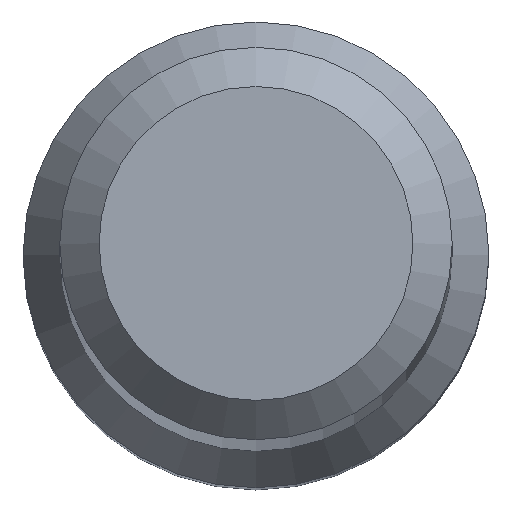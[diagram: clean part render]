
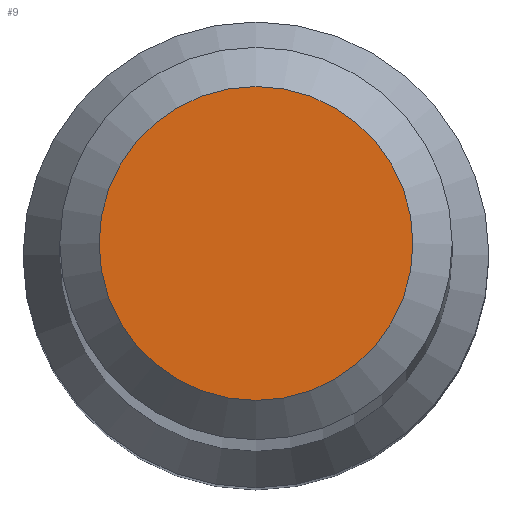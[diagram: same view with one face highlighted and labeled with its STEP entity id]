
A CAD part, top view. The second image highlights one B-rep face of the part: STEP entity #9.
In plain terms, the highlighted planar face has unit normal (0, 0, 1).
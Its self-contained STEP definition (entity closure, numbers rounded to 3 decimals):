
#9 = ADVANCED_FACE ( 'NONE', ( #153 ), #210, .T. ) ;
#27 = CARTESIAN_POINT ( 'NONE',  ( 0., 1.6, 80. ) ) ;
#28 = EDGE_CURVE ( 'NONE', #198, #198, #179, .T. ) ;
#42 = AXIS2_PLACEMENT_3D ( 'NONE', #131, #172, #174 ) ;
#49 = EDGE_LOOP ( 'NONE', ( #200 ) ) ;
#84 = DIRECTION ( 'NONE',  ( 0., 0., -1. ) ) ;
#131 = CARTESIAN_POINT ( 'NONE',  ( 0., 0., 80. ) ) ;
#132 = CARTESIAN_POINT ( 'NONE',  ( 0., 0., 80. ) ) ;
#151 = DIRECTION ( 'NONE',  ( 0., 1., 0. ) ) ;
#153 = FACE_OUTER_BOUND ( 'NONE', #49, .T. ) ;
#172 = DIRECTION ( 'NONE',  ( 0., 0., 1. ) ) ;
#174 = DIRECTION ( 'NONE',  ( 0., -1., 0. ) ) ;
#179 = CIRCLE ( 'NONE', #243, 1.6 ) ;
#198 = VERTEX_POINT ( 'NONE', #27 ) ;
#200 = ORIENTED_EDGE ( 'NONE', *, *, #28, .F. ) ;
#210 = PLANE ( 'NONE',  #42 ) ;
#243 = AXIS2_PLACEMENT_3D ( 'NONE', #132, #84, #151 ) ;
